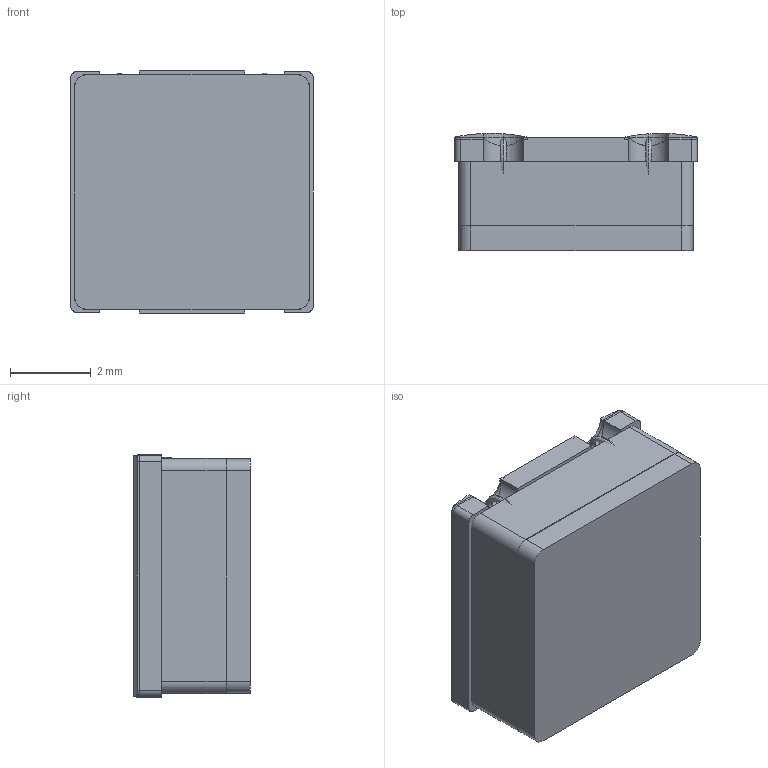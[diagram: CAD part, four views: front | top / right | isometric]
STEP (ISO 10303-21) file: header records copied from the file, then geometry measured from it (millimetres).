
FILE_DESCRIPTION (( 'STEP AP214' ), '1' );
FILE_NAME ('TPI 6028 f.p.STEP', '2013-09-06T03:33:37', ( 'Aoba2012' ), ( '' ), 'SwSTEP 2.0', 'SolidWorks 2011', '' );
FILE_SCHEMA (( 'AUTOMOTIVE_DESIGN' ));
Length unit declared in the file: millimetre
Products named in the file (1): TPI 6028 f.p
Bounding box: 6 x 2.89 x 6 mm (x, y, z)
Volume: 98.5 mm3; surface area: 222.2 mm2
Topology: 5 solids, 6 shells, 144 faces, 385 edges, 254 vertices
Faces by surface type: plane 90, cylinder 50, bspline 4
Entity records: 6774 total; most frequent: CARTESIAN_POINT 1816, ORIENTED_EDGE 770, DIRECTION 723, EDGE_CURVE 385, LINE 259, VECTOR 259, VERTEX_POINT 254, AXIS2_PLACEMENT_3D 232
